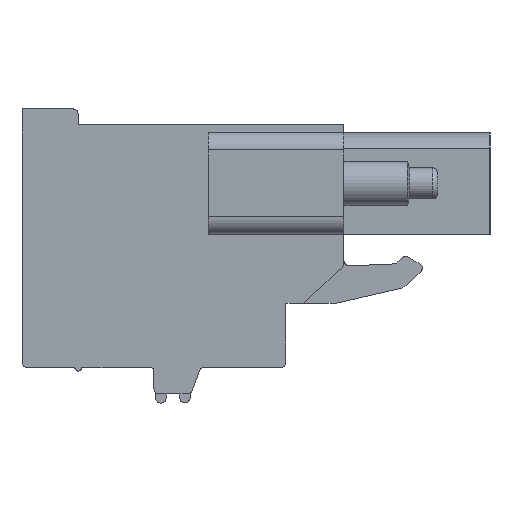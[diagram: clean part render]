
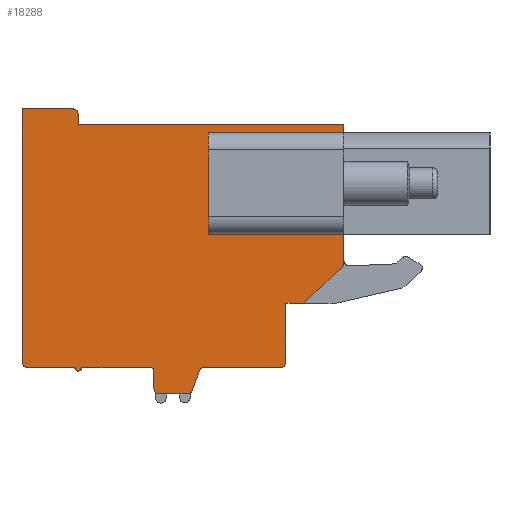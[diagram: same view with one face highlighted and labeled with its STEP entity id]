
A CAD part, left-side view. The second image highlights one B-rep face of the part: STEP entity #18288.
In plain terms, the highlighted planar face has unit normal (-1, 0, 0).
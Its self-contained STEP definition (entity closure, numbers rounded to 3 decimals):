
#3198=DIRECTION('',(0.,1.,0.));
#3199=VECTOR('',#3198,6.1);
#3200=CARTESIAN_POINT('',(-81.9,-4.06,0.73));
#3201=LINE('',#3200,#3199);
#3202=DIRECTION('',(0.,1.,0.));
#3203=VECTOR('',#3202,6.1);
#3204=CARTESIAN_POINT('',(-81.9,-4.06,6.53));
#3205=LINE('',#3204,#3203);
#3206=DIRECTION('',(0.,0.,-1.));
#3207=VECTOR('',#3206,7.87);
#3208=CARTESIAN_POINT('',(-81.9,-5.66,6.96));
#3209=LINE('',#3208,#3207);
#3210=CARTESIAN_POINT('',(-81.9,-5.36,-0.91));
#3211=DIRECTION('',(1.,0.,0.));
#3212=DIRECTION('',(0.,-1.,0.));
#3213=AXIS2_PLACEMENT_3D('',#3210,#3211,#3212);
#3215=DIRECTION('',(0.,0.731,-0.683));
#3216=VECTOR('',#3215,3.018);
#3217=CARTESIAN_POINT('',(-81.9,-5.565,-1.129));
#3218=LINE('',#3217,#3216);
#3219=DIRECTION('',(0.,1.,0.));
#3220=VECTOR('',#3219,1.);
#3221=CARTESIAN_POINT('',(-81.9,-3.36,-3.19));
#3222=LINE('',#3221,#3220);
#3223=DIRECTION('',(0.,0.,-1.));
#3224=VECTOR('',#3223,3.35);
#3225=CARTESIAN_POINT('',(-81.9,-2.36,-3.19));
#3226=LINE('',#3225,#3224);
#3227=CARTESIAN_POINT('',(-81.9,-2.06,-6.54));
#3228=DIRECTION('',(1.,0.,0.));
#3229=DIRECTION('',(0.,-1.,0.));
#3230=AXIS2_PLACEMENT_3D('',#3227,#3228,#3229);
#3232=DIRECTION('',(0.,1.,0.));
#3233=VECTOR('',#3232,4.34);
#3234=CARTESIAN_POINT('',(-81.9,-2.06,-6.84));
#3235=LINE('',#3234,#3233);
#3236=CARTESIAN_POINT('',(-81.9,2.28,-7.14));
#3237=DIRECTION('',(-1.,0.,0.));
#3238=DIRECTION('',(0.,0.,1.));
#3239=AXIS2_PLACEMENT_3D('',#3236,#3237,#3238);
#3241=DIRECTION('',(0.,0.345,-0.939));
#3242=VECTOR('',#3241,1.179);
#3243=CARTESIAN_POINT('',(-81.9,2.562,-7.037));
#3244=LINE('',#3243,#3242);
#3245=CARTESIAN_POINT('',(-81.9,3.25,-8.04));
#3246=DIRECTION('',(1.,0.,0.));
#3247=DIRECTION('',(0.,-0.939,-0.345));
#3248=AXIS2_PLACEMENT_3D('',#3245,#3246,#3247);
#3250=DIRECTION('',(0.,1.,0.));
#3251=VECTOR('',#3250,1.59);
#3252=CARTESIAN_POINT('',(-81.9,3.25,-8.34));
#3253=LINE('',#3252,#3251);
#3254=CARTESIAN_POINT('',(-81.9,4.84,-8.04));
#3255=DIRECTION('',(1.,0.,0.));
#3256=DIRECTION('',(0.,0.,-1.));
#3257=AXIS2_PLACEMENT_3D('',#3254,#3255,#3256);
#3259=DIRECTION('',(0.,0.,1.));
#3260=VECTOR('',#3259,1.);
#3261=CARTESIAN_POINT('',(-81.9,5.14,-8.04));
#3262=LINE('',#3261,#3260);
#3263=CARTESIAN_POINT('',(-81.9,5.34,-7.04));
#3264=DIRECTION('',(-1.,0.,0.));
#3265=DIRECTION('',(0.,-1.,0.));
#3266=AXIS2_PLACEMENT_3D('',#3263,#3264,#3265);
#3268=DIRECTION('',(0.,1.,0.));
#3269=VECTOR('',#3268,3.9);
#3270=CARTESIAN_POINT('',(-81.9,5.34,-6.84));
#3271=LINE('',#3270,#3269);
#3272=CARTESIAN_POINT('',(-81.9,9.44,-6.84));
#3273=DIRECTION('',(1.,0.,0.));
#3274=DIRECTION('',(0.,-1.,0.));
#3275=AXIS2_PLACEMENT_3D('',#3272,#3273,#3274);
#3277=DIRECTION('',(0.,1.,0.));
#3278=VECTOR('',#3277,2.7);
#3279=CARTESIAN_POINT('',(-81.9,9.64,-6.84));
#3280=LINE('',#3279,#3278);
#3281=CARTESIAN_POINT('',(-81.9,12.34,-6.54));
#3282=DIRECTION('',(1.,0.,0.));
#3283=DIRECTION('',(0.,0.,-1.));
#3284=AXIS2_PLACEMENT_3D('',#3281,#3282,#3283);
#3286=DIRECTION('',(0.,0.,1.));
#3287=VECTOR('',#3286,14.4);
#3288=CARTESIAN_POINT('',(-81.9,12.64,-6.54));
#3289=LINE('',#3288,#3287);
#3290=DIRECTION('',(0.,-1.,0.));
#3291=VECTOR('',#3290,2.9);
#3292=CARTESIAN_POINT('',(-81.9,12.64,7.86));
#3293=LINE('',#3292,#3291);
#3294=CARTESIAN_POINT('',(-81.9,9.74,7.56));
#3295=DIRECTION('',(1.,0.,0.));
#3296=DIRECTION('',(0.,0.,1.));
#3297=AXIS2_PLACEMENT_3D('',#3294,#3295,#3296);
#3299=DIRECTION('',(0.,0.,-1.));
#3300=VECTOR('',#3299,0.6);
#3301=CARTESIAN_POINT('',(-81.9,9.44,7.56));
#3302=LINE('',#3301,#3300);
#3303=DIRECTION('',(0.,-1.,0.));
#3304=VECTOR('',#3303,15.1);
#3305=CARTESIAN_POINT('',(-81.9,9.44,6.96));
#3306=LINE('',#3305,#3304);
#3358=DIRECTION('',(0.,0.,1.));
#3359=VECTOR('',#3358,5.8);
#3360=CARTESIAN_POINT('',(-81.9,2.04,0.73));
#3361=LINE('',#3360,#3359);
#3463=DIRECTION('',(0.,0.,1.));
#3464=VECTOR('',#3463,5.8);
#3465=CARTESIAN_POINT('',(-81.9,-4.06,0.73));
#3466=LINE('',#3465,#3464);
#10509=CARTESIAN_POINT('',(-81.9,9.44,6.96));
#10510=CARTESIAN_POINT('',(-81.9,-5.66,6.96));
#10511=VERTEX_POINT('',#10509);
#10512=VERTEX_POINT('',#10510);
#10513=CARTESIAN_POINT('',(-81.9,-5.66,-0.91));
#10514=CARTESIAN_POINT('',(-81.9,-5.565,-1.129));
#10515=VERTEX_POINT('',#10513);
#10516=VERTEX_POINT('',#10514);
#10517=CARTESIAN_POINT('',(-81.9,-3.36,-3.19));
#10518=VERTEX_POINT('',#10517);
#10519=CARTESIAN_POINT('',(-81.9,-2.36,-3.19));
#10520=VERTEX_POINT('',#10519);
#10521=CARTESIAN_POINT('',(-81.9,-2.36,-6.54));
#10522=VERTEX_POINT('',#10521);
#10523=CARTESIAN_POINT('',(-81.9,-2.06,-6.84));
#10524=VERTEX_POINT('',#10523);
#10525=CARTESIAN_POINT('',(-81.9,2.28,-6.84));
#10526=VERTEX_POINT('',#10525);
#10527=CARTESIAN_POINT('',(-81.9,2.562,-7.037));
#10528=VERTEX_POINT('',#10527);
#10529=CARTESIAN_POINT('',(-81.9,2.968,-8.143));
#10530=VERTEX_POINT('',#10529);
#10531=CARTESIAN_POINT('',(-81.9,3.25,-8.34));
#10532=VERTEX_POINT('',#10531);
#10533=CARTESIAN_POINT('',(-81.9,4.84,-8.34));
#10534=VERTEX_POINT('',#10533);
#10535=CARTESIAN_POINT('',(-81.9,5.14,-8.04));
#10536=VERTEX_POINT('',#10535);
#10537=CARTESIAN_POINT('',(-81.9,5.14,-7.04));
#10538=VERTEX_POINT('',#10537);
#10539=CARTESIAN_POINT('',(-81.9,5.34,-6.84));
#10540=VERTEX_POINT('',#10539);
#10541=CARTESIAN_POINT('',(-81.9,9.24,-6.84));
#10542=VERTEX_POINT('',#10541);
#10543=CARTESIAN_POINT('',(-81.9,9.64,-6.84));
#10544=VERTEX_POINT('',#10543);
#10545=CARTESIAN_POINT('',(-81.9,12.34,-6.84));
#10546=VERTEX_POINT('',#10545);
#10547=CARTESIAN_POINT('',(-81.9,12.64,-6.54));
#10548=VERTEX_POINT('',#10547);
#10549=CARTESIAN_POINT('',(-81.9,12.64,7.86));
#10550=VERTEX_POINT('',#10549);
#10551=CARTESIAN_POINT('',(-81.9,9.74,7.86));
#10552=VERTEX_POINT('',#10551);
#10553=CARTESIAN_POINT('',(-81.9,9.44,7.56));
#10554=VERTEX_POINT('',#10553);
#13591=CARTESIAN_POINT('',(-81.9,2.04,0.73));
#13592=CARTESIAN_POINT('',(-81.9,2.04,6.53));
#13593=VERTEX_POINT('',#13591);
#13594=VERTEX_POINT('',#13592);
#13627=CARTESIAN_POINT('',(-81.9,-4.06,0.73));
#13628=CARTESIAN_POINT('',(-81.9,-4.06,6.53));
#13629=VERTEX_POINT('',#13627);
#13630=VERTEX_POINT('',#13628);
#18226=CARTESIAN_POINT('',(-81.9,0.,0.));
#18227=DIRECTION('',(1.,0.,0.));
#18228=DIRECTION('',(0.,-1.,0.));
#18229=AXIS2_PLACEMENT_3D('',#18226,#18227,#18228);
#18230=PLANE('',#18229);
#18231=ORIENTED_EDGE('',*,*,#13879,.T.);
#18233=ORIENTED_EDGE('',*,*,#18232,.T.);
#18235=ORIENTED_EDGE('',*,*,#18234,.T.);
#18237=ORIENTED_EDGE('',*,*,#18236,.T.);
#18239=ORIENTED_EDGE('',*,*,#18238,.T.);
#18241=ORIENTED_EDGE('',*,*,#18240,.T.);
#18243=ORIENTED_EDGE('',*,*,#18242,.T.);
#18245=ORIENTED_EDGE('',*,*,#18244,.T.);
#18247=ORIENTED_EDGE('',*,*,#18246,.T.);
#18249=ORIENTED_EDGE('',*,*,#18248,.T.);
#18251=ORIENTED_EDGE('',*,*,#18250,.T.);
#18253=ORIENTED_EDGE('',*,*,#18252,.T.);
#18255=ORIENTED_EDGE('',*,*,#18254,.T.);
#18257=ORIENTED_EDGE('',*,*,#18256,.T.);
#18259=ORIENTED_EDGE('',*,*,#18258,.T.);
#18261=ORIENTED_EDGE('',*,*,#18260,.T.);
#18263=ORIENTED_EDGE('',*,*,#18262,.T.);
#18265=ORIENTED_EDGE('',*,*,#18264,.T.);
#18267=ORIENTED_EDGE('',*,*,#18266,.T.);
#18269=ORIENTED_EDGE('',*,*,#18268,.T.);
#18271=ORIENTED_EDGE('',*,*,#18270,.T.);
#18273=ORIENTED_EDGE('',*,*,#18272,.T.);
#18275=ORIENTED_EDGE('',*,*,#18274,.T.);
#18276=EDGE_LOOP('',(#18231,#18233,#18235,#18237,#18239,#18241,#18243,#18245,
#18247,#18249,#18251,#18253,#18255,#18257,#18259,#18261,#18263,#18265,#18267,
#18269,#18271,#18273,#18275));
#18277=FACE_OUTER_BOUND('',#18276,.F.);
#18279=ORIENTED_EDGE('',*,*,#18278,.F.);
#18281=ORIENTED_EDGE('',*,*,#18280,.T.);
#18283=ORIENTED_EDGE('',*,*,#18282,.T.);
#18285=ORIENTED_EDGE('',*,*,#18284,.F.);
#18286=EDGE_LOOP('',(#18279,#18281,#18283,#18285));
#18287=FACE_BOUND('',#18286,.F.);
#18288=ADVANCED_FACE('',(#18277,#18287),#18230,.F.);
#3214=CIRCLE('',#3213,0.3);
#3231=CIRCLE('',#3230,0.3);
#3240=CIRCLE('',#3239,0.3);
#3249=CIRCLE('',#3248,0.3);
#3258=CIRCLE('',#3257,0.3);
#3267=CIRCLE('',#3266,0.2);
#3276=CIRCLE('',#3275,0.2);
#3285=CIRCLE('',#3284,0.3);
#3298=CIRCLE('',#3297,0.3);
#13879=EDGE_CURVE('',#10512,#10515,#3209,.T.);
#18232=EDGE_CURVE('',#10515,#10516,#3214,.T.);
#18234=EDGE_CURVE('',#10516,#10518,#3218,.T.);
#18236=EDGE_CURVE('',#10518,#10520,#3222,.T.);
#18238=EDGE_CURVE('',#10520,#10522,#3226,.T.);
#18240=EDGE_CURVE('',#10522,#10524,#3231,.T.);
#18242=EDGE_CURVE('',#10524,#10526,#3235,.T.);
#18244=EDGE_CURVE('',#10526,#10528,#3240,.T.);
#18246=EDGE_CURVE('',#10528,#10530,#3244,.T.);
#18248=EDGE_CURVE('',#10530,#10532,#3249,.T.);
#18250=EDGE_CURVE('',#10532,#10534,#3253,.T.);
#18252=EDGE_CURVE('',#10534,#10536,#3258,.T.);
#18254=EDGE_CURVE('',#10536,#10538,#3262,.T.);
#18256=EDGE_CURVE('',#10538,#10540,#3267,.T.);
#18258=EDGE_CURVE('',#10540,#10542,#3271,.T.);
#18260=EDGE_CURVE('',#10542,#10544,#3276,.T.);
#18262=EDGE_CURVE('',#10544,#10546,#3280,.T.);
#18264=EDGE_CURVE('',#10546,#10548,#3285,.T.);
#18266=EDGE_CURVE('',#10548,#10550,#3289,.T.);
#18268=EDGE_CURVE('',#10550,#10552,#3293,.T.);
#18270=EDGE_CURVE('',#10552,#10554,#3298,.T.);
#18272=EDGE_CURVE('',#10554,#10511,#3302,.T.);
#18274=EDGE_CURVE('',#10511,#10512,#3306,.T.);
#18278=EDGE_CURVE('',#13629,#13593,#3201,.T.);
#18280=EDGE_CURVE('',#13629,#13630,#3466,.T.);
#18282=EDGE_CURVE('',#13630,#13594,#3205,.T.);
#18284=EDGE_CURVE('',#13593,#13594,#3361,.T.);
